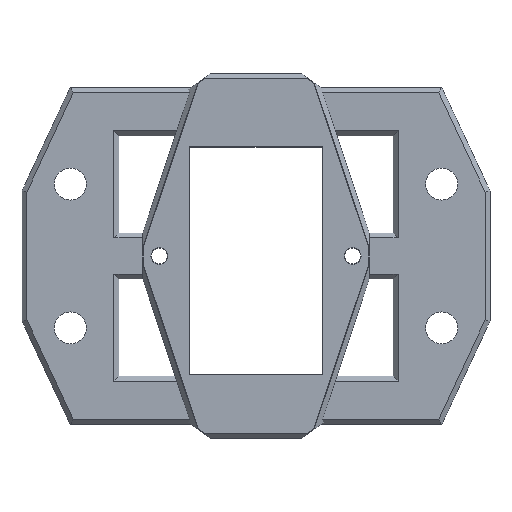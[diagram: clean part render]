
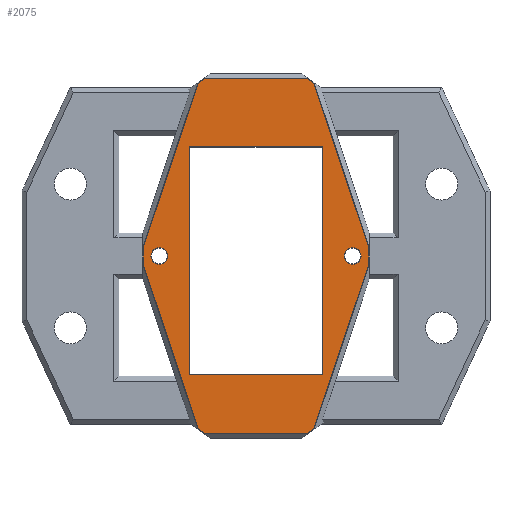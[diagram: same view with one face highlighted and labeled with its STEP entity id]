
A CAD part, front view. The second image highlights one B-rep face of the part: STEP entity #2075.
In plain terms, the highlighted planar face has unit normal (0, -1, 0).
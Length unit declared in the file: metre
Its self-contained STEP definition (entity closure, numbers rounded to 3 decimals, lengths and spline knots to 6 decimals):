
#27=CIRCLE('',#2153,0.00175);
#29=CIRCLE('',#2156,0.00175);
#382=ORIENTED_EDGE('',*,*,#675,.F.);
#383=ORIENTED_EDGE('',*,*,#677,.F.);
#384=ORIENTED_EDGE('',*,*,#688,.T.);
#385=ORIENTED_EDGE('',*,*,#684,.T.);
#386=ORIENTED_EDGE('',*,*,#679,.T.);
#387=ORIENTED_EDGE('',*,*,#686,.T.);
#388=ORIENTED_EDGE('',*,*,#705,.T.);
#389=ORIENTED_EDGE('',*,*,#711,.T.);
#390=ORIENTED_EDGE('',*,*,#721,.T.);
#391=ORIENTED_EDGE('',*,*,#727,.T.);
#392=ORIENTED_EDGE('',*,*,#737,.T.);
#393=ORIENTED_EDGE('',*,*,#733,.T.);
#394=ORIENTED_EDGE('',*,*,#725,.T.);
#395=ORIENTED_EDGE('',*,*,#717,.T.);
#396=ORIENTED_EDGE('',*,*,#709,.T.);
#397=ORIENTED_EDGE('',*,*,#701,.T.);
#398=ORIENTED_EDGE('',*,*,#693,.T.);
#399=ORIENTED_EDGE('',*,*,#695,.T.);
#675=EDGE_CURVE('',#963,#963,#27,.T.);
#677=EDGE_CURVE('',#965,#965,#29,.T.);
#679=EDGE_CURVE('',#968,#966,#1153,.T.);
#684=EDGE_CURVE('',#970,#968,#1158,.T.);
#686=EDGE_CURVE('',#966,#972,#1160,.T.);
#688=EDGE_CURVE('',#972,#970,#1162,.T.);
#693=EDGE_CURVE('',#974,#977,#1167,.T.);
#695=EDGE_CURVE('',#977,#979,#1169,.T.);
#701=EDGE_CURVE('',#984,#974,#1175,.T.);
#705=EDGE_CURVE('',#979,#987,#1179,.T.);
#709=EDGE_CURVE('',#989,#984,#1183,.T.);
#711=EDGE_CURVE('',#987,#991,#1185,.T.);
#717=EDGE_CURVE('',#996,#989,#1191,.T.);
#721=EDGE_CURVE('',#991,#998,#1195,.T.);
#725=EDGE_CURVE('',#1001,#996,#1199,.T.);
#727=EDGE_CURVE('',#998,#1002,#1201,.T.);
#733=EDGE_CURVE('',#1008,#1001,#1207,.T.);
#737=EDGE_CURVE('',#1002,#1008,#1211,.T.);
#963=VERTEX_POINT('',#2864);
#965=VERTEX_POINT('',#2869);
#966=VERTEX_POINT('',#2872);
#968=VERTEX_POINT('',#2875);
#970=VERTEX_POINT('',#2881);
#972=VERTEX_POINT('',#2887);
#974=VERTEX_POINT('',#2896);
#977=VERTEX_POINT('',#2901);
#979=VERTEX_POINT('',#2906);
#984=VERTEX_POINT('',#2919);
#987=VERTEX_POINT('',#2926);
#989=VERTEX_POINT('',#2932);
#991=VERTEX_POINT('',#2938);
#996=VERTEX_POINT('',#2951);
#998=VERTEX_POINT('',#2957);
#1001=VERTEX_POINT('',#2964);
#1002=VERTEX_POINT('',#2969);
#1008=VERTEX_POINT('',#2983);
#1153=LINE('',#2874,#1415);
#1158=LINE('',#2884,#1420);
#1160=LINE('',#2889,#1422);
#1162=LINE('',#2892,#1424);
#1167=LINE('',#2902,#1429);
#1169=LINE('',#2907,#1431);
#1175=LINE('',#2918,#1437);
#1179=LINE('',#2927,#1441);
#1183=LINE('',#2934,#1445);
#1185=LINE('',#2939,#1447);
#1191=LINE('',#2950,#1453);
#1195=LINE('',#2959,#1457);
#1199=LINE('',#2966,#1461);
#1201=LINE('',#2971,#1463);
#1207=LINE('',#2982,#1469);
#1211=LINE('',#2989,#1473);
#1415=VECTOR('',#2324,1.);
#1420=VECTOR('',#2331,1.);
#1422=VECTOR('',#2335,1.);
#1424=VECTOR('',#2339,1.);
#1429=VECTOR('',#2346,1.);
#1431=VECTOR('',#2350,1.);
#1437=VECTOR('',#2358,1.);
#1441=VECTOR('',#2364,1.);
#1445=VECTOR('',#2370,1.);
#1447=VECTOR('',#2374,1.);
#1453=VECTOR('',#2382,1.);
#1457=VECTOR('',#2388,1.);
#1461=VECTOR('',#2394,1.);
#1463=VECTOR('',#2398,1.);
#1469=VECTOR('',#2406,1.);
#1473=VECTOR('',#2412,1.);
#1718=EDGE_LOOP('',(#382));
#1719=EDGE_LOOP('',(#383));
#1720=EDGE_LOOP('',(#384,#385,#386,#387));
#1721=EDGE_LOOP('',(#388,#389,#390,#391,#392,#393,#394,#395,#396,#397,#398,
#399));
#1854=FACE_BOUND('',#1718,.T.);
#1855=FACE_BOUND('',#1719,.T.);
#1856=FACE_BOUND('',#1720,.T.);
#1857=FACE_BOUND('',#1721,.T.);
#1973=PLANE('',#2206);
#2075=ADVANCED_FACE('',(#1854,#1855,#1856,#1857),#1973,.T.);
#2153=AXIS2_PLACEMENT_3D('',#2863,#2313,#2314);
#2156=AXIS2_PLACEMENT_3D('',#2868,#2319,#2320);
#2206=AXIS2_PLACEMENT_3D('',#3251,#2583,#2584);
#2313=DIRECTION('',(0.,-1.,0.));
#2314=DIRECTION('',(0.,0.,-1.));
#2319=DIRECTION('',(0.,-1.,0.));
#2320=DIRECTION('',(0.,0.,-1.));
#2324=DIRECTION('',(0.,0.,1.));
#2331=DIRECTION('',(-1.,0.,0.));
#2335=DIRECTION('',(1.,0.,0.));
#2339=DIRECTION('',(0.,0.,-1.));
#2346=DIRECTION('',(-0.316,0.,-0.949));
#2350=DIRECTION('',(0.,0.,-1.));
#2358=DIRECTION('',(-0.811,0.,-0.585));
#2364=DIRECTION('',(0.316,0.,-0.949));
#2370=DIRECTION('',(-1.,0.,0.));
#2374=DIRECTION('',(0.811,0.,-0.585));
#2382=DIRECTION('',(-0.811,0.,0.585));
#2388=DIRECTION('',(1.,0.,0.));
#2394=DIRECTION('',(-0.316,0.,0.949));
#2398=DIRECTION('',(0.811,0.,0.585));
#2406=DIRECTION('',(0.,0.,1.));
#2412=DIRECTION('',(0.316,0.,0.949));
#2583=DIRECTION('',(0.,-1.,0.));
#2584=DIRECTION('',(1.,0.,0.));
#2863=CARTESIAN_POINT('',(0.02,-0.006,0.));
#2864=CARTESIAN_POINT('',(0.02,-0.006,-0.00175));
#2868=CARTESIAN_POINT('',(-0.02,-0.006,0.));
#2869=CARTESIAN_POINT('',(-0.02,-0.006,-0.00175));
#2872=CARTESIAN_POINT('',(-0.01385,-0.006,0.0226));
#2874=CARTESIAN_POINT('',(-0.01385,-0.006,0.));
#2875=CARTESIAN_POINT('',(-0.01385,-0.006,-0.0246));
#2881=CARTESIAN_POINT('',(0.01385,-0.006,-0.0246));
#2884=CARTESIAN_POINT('',(-0.01375,-0.006,-0.0246));
#2887=CARTESIAN_POINT('',(0.01385,-0.006,0.0226));
#2889=CARTESIAN_POINT('',(0.,-0.006,0.0226));
#2892=CARTESIAN_POINT('',(0.01385,-0.006,-0.0245));
#2896=CARTESIAN_POINT('',(-0.01198,-0.006,0.035766));
#2901=CARTESIAN_POINT('',(-0.023319,-0.006,0.00175));
#2902=CARTESIAN_POINT('',(-0.021512,-0.006,0.007171));
#2906=CARTESIAN_POINT('',(-0.023319,-0.006,-0.00175));
#2907=CARTESIAN_POINT('',(-0.023319,-0.006,0.));
#2918=CARTESIAN_POINT('',(-0.021061,-0.006,0.029221));
#2919=CARTESIAN_POINT('',(-0.010696,-0.006,0.036692));
#2926=CARTESIAN_POINT('',(-0.01198,-0.006,-0.035766));
#2927=CARTESIAN_POINT('',(-0.021512,-0.006,-0.007171));
#2932=CARTESIAN_POINT('',(0.010696,-0.006,0.036692));
#2934=CARTESIAN_POINT('',(0.,-0.006,0.036692));
#2938=CARTESIAN_POINT('',(-0.010696,-0.006,-0.036692));
#2939=CARTESIAN_POINT('',(-0.021061,-0.006,-0.029221));
#2950=CARTESIAN_POINT('',(0.021061,-0.006,0.029221));
#2951=CARTESIAN_POINT('',(0.01198,-0.006,0.035766));
#2957=CARTESIAN_POINT('',(0.010696,-0.006,-0.036692));
#2959=CARTESIAN_POINT('',(0.,-0.006,-0.036692));
#2964=CARTESIAN_POINT('',(0.023319,-0.006,0.00175));
#2966=CARTESIAN_POINT('',(0.021512,-0.006,0.007171));
#2969=CARTESIAN_POINT('',(0.01198,-0.006,-0.035766));
#2971=CARTESIAN_POINT('',(0.021061,-0.006,-0.029221));
#2982=CARTESIAN_POINT('',(0.023319,-0.006,0.));
#2983=CARTESIAN_POINT('',(0.023319,-0.006,-0.00175));
#2989=CARTESIAN_POINT('',(0.021512,-0.006,-0.007171));
#3251=CARTESIAN_POINT('',(0.,-0.006,0.));
